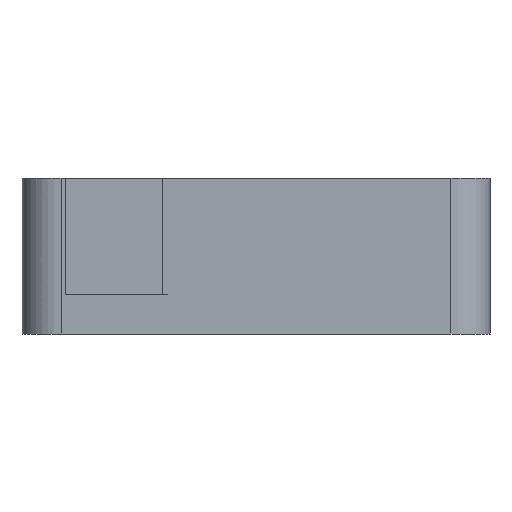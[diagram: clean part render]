
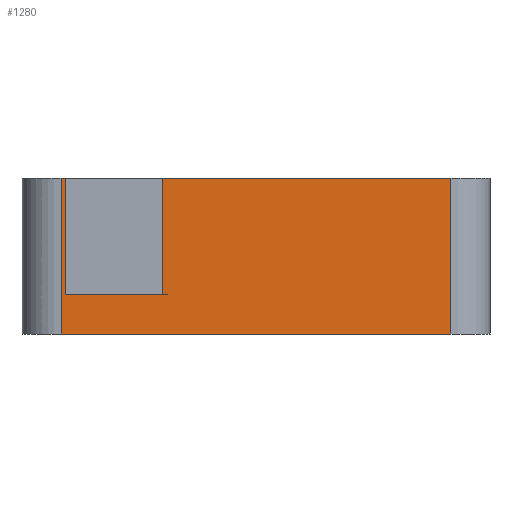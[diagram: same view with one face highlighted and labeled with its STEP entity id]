
A CAD part, left-side view. The second image highlights one B-rep face of the part: STEP entity #1280.
In plain terms, the highlighted planar face has unit normal (-1, 0, 0).
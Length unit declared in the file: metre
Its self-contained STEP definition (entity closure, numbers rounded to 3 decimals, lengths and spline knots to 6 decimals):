
#138=ORIENTED_EDGE('',*,*,#524,.F.);
#139=ORIENTED_EDGE('',*,*,#525,.T.);
#140=ORIENTED_EDGE('',*,*,#526,.T.);
#141=ORIENTED_EDGE('',*,*,#527,.T.);
#142=ORIENTED_EDGE('',*,*,#528,.F.);
#143=ORIENTED_EDGE('',*,*,#529,.T.);
#144=ORIENTED_EDGE('',*,*,#530,.F.);
#145=ORIENTED_EDGE('',*,*,#531,.F.);
#524=EDGE_CURVE('',#715,#716,#837,.T.);
#525=EDGE_CURVE('',#715,#717,#838,.T.);
#526=EDGE_CURVE('',#717,#718,#839,.T.);
#527=EDGE_CURVE('',#718,#719,#840,.F.);
#528=EDGE_CURVE('',#720,#719,#841,.T.);
#529=EDGE_CURVE('',#720,#721,#842,.T.);
#530=EDGE_CURVE('',#722,#721,#843,.T.);
#531=EDGE_CURVE('',#716,#722,#844,.T.);
#715=VERTEX_POINT('',#1959);
#716=VERTEX_POINT('',#1960);
#717=VERTEX_POINT('',#1962);
#718=VERTEX_POINT('',#1964);
#719=VERTEX_POINT('',#1966);
#720=VERTEX_POINT('',#1968);
#721=VERTEX_POINT('',#1970);
#722=VERTEX_POINT('',#1972);
#837=LINE('',#1958,#990);
#838=LINE('',#1961,#991);
#839=LINE('',#1963,#992);
#840=LINE('',#1965,#993);
#841=LINE('',#1967,#994);
#842=LINE('',#1969,#995);
#843=LINE('',#1971,#996);
#844=LINE('',#1973,#997);
#990=VECTOR('',#1548,1.);
#991=VECTOR('',#1549,1.);
#992=VECTOR('',#1550,1.);
#993=VECTOR('',#1551,1.);
#994=VECTOR('',#1552,1.);
#995=VECTOR('',#1553,1.);
#996=VECTOR('',#1554,1.);
#997=VECTOR('',#1555,1.);
#1100=EDGE_LOOP('',(#138,#139,#140,#141,#142,#143,#144,#145));
#1167=FACE_BOUND('',#1100,.T.);
#1234=PLANE('',#1372);
#1280=ADVANCED_FACE('',(#1167),#1234,.F.);
#1372=AXIS2_PLACEMENT_3D('',#1957,#1546,#1547);
#1546=DIRECTION('',(1.,0.,0.));
#1547=DIRECTION('',(0.,0.,-1.));
#1548=DIRECTION('',(0.,-1.,0.));
#1549=DIRECTION('',(0.,0.,-1.));
#1550=DIRECTION('',(0.,-1.,0.));
#1551=DIRECTION('',(0.,0.,-1.));
#1552=DIRECTION('',(0.,-1.,0.));
#1553=DIRECTION('',(0.,0.,-1.));
#1554=DIRECTION('',(0.,-1.,0.));
#1555=DIRECTION('',(0.,0.,-1.));
#1957=CARTESIAN_POINT('',(-0.1016,-0.011448,0.00635));
#1958=CARTESIAN_POINT('',(-0.1016,0.034584,0.0254));
#1959=CARTESIAN_POINT('',(-0.1016,0.03175,0.0254));
#1960=CARTESIAN_POINT('',(-0.1016,0.031068,0.0254));
#1961=CARTESIAN_POINT('',(-0.1016,0.03175,0.));
#1962=CARTESIAN_POINT('',(-0.1016,0.03175,0.));
#1963=CARTESIAN_POINT('',(-0.1016,-0.011448,0.));
#1964=CARTESIAN_POINT('',(-0.1016,-0.03175,0.));
#1965=CARTESIAN_POINT('',(-0.1016,-0.03175,0.00635));
#1966=CARTESIAN_POINT('',(-0.1016,-0.03175,0.0254));
#1967=CARTESIAN_POINT('',(-0.1016,-0.011448,0.0254));
#1968=CARTESIAN_POINT('',(-0.1016,0.015205,0.0254));
#1969=CARTESIAN_POINT('',(-0.1016,0.015205,0.0254));
#1970=CARTESIAN_POINT('',(-0.1016,0.015205,0.00635));
#1971=CARTESIAN_POINT('',(-0.1016,-0.011448,0.00635));
#1972=CARTESIAN_POINT('',(-0.1016,0.031068,0.00635));
#1973=CARTESIAN_POINT('',(-0.1016,0.031068,0.0254));
